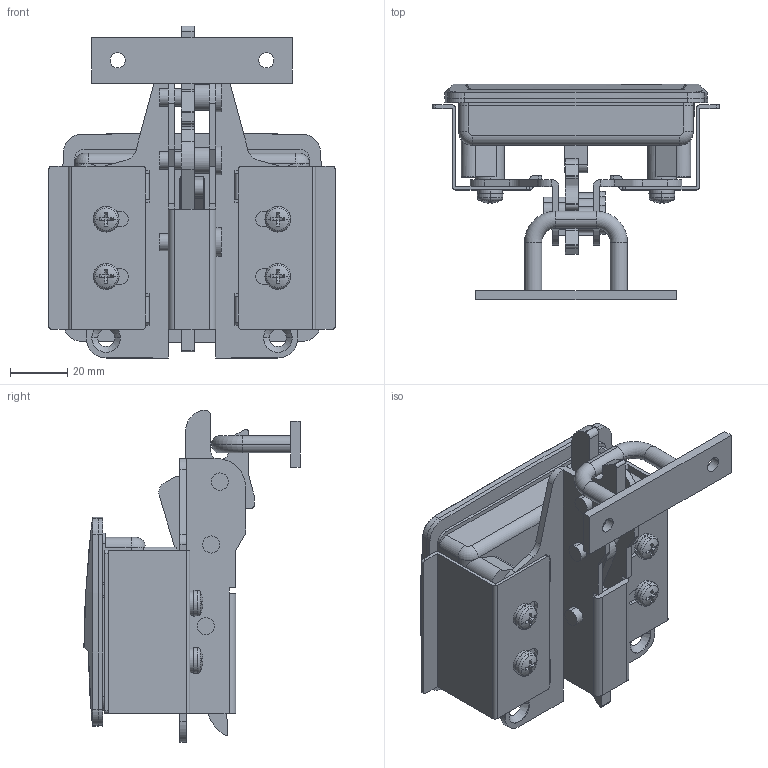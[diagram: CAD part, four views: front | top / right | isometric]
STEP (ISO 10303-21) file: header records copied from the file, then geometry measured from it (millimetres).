
FILE_DESCRIPTION (( 'STEP AP203' ), '1' );
FILE_NAME ('A-151R-B-2-1.STEP', '2020-03-12T05:59:52', ( '' ), ( '' ), 'SwSTEP 2.0', 'SolidWorks 2018', '' );
FILE_SCHEMA (( 'CONFIG_CONTROL_DESIGN' ));
Length unit declared in the file: millimetre
Products named in the file (16): A-151R-B-2-1_フレーム_; A-151R-B-2-1_ラッチ_; A-151R-B-2-1_十字穴付皿小ねじ_内径基準ver1.02__M5x10十字穴付皿小ねじ(鉄); A-151R-B-2-1_僔儍僼僩B_; A-151R-B-2-1_ラチェット_; A-151R-B-2-1; A-151R-B-2-1_ストライカ_; A-151R-B-2-1_ハンドル_; A-151R-B-2-1_ローター_; A-151R-B-2-1_十字穴付小ねじ_内径基準ver1.02__M5x10十字穴付なべ小ねじ(鉄)SWシングルセムス(P2); A-151R-B-2-1_安全レバー_; A-151R-B-2-1_パッキン_; A-151R-B-2-1_本体_; A-151R-B-2-1_押え板_; A-151R-B-2-1_シャフト_; A-151R-B-2-1_僼儗乕儉Assy_
Assembly tree (24 placements, depth 3):
  A-151R-B-2-1
    A-151R-B-2-1_本体_
    A-151R-B-2-1_ハンドル_
    A-151R-B-2-1_シャフト_
    A-151R-B-2-1_パッキン_
    A-151R-B-2-1_僼儗乕儉Assy_
      A-151R-B-2-1_フレーム_
      A-151R-B-2-1_僔儍僼僩B_  x3
      A-151R-B-2-1_ラッチ_
      A-151R-B-2-1_ラチェット_
      A-151R-B-2-1_安全レバー_
    A-151R-B-2-1_十字穴付皿小ねじ_内径基準ver1.02__M5x10十字穴付皿小ねじ(鉄)  x4
    A-151R-B-2-1_押え板_  x2
    A-151R-B-2-1_十字穴付小ねじ_内径基準ver1.02__M5x10十字穴付なべ小ねじ(鉄)SWシングルセムス(P2)  x4
    A-151R-B-2-1_ストライカ_
    A-151R-B-2-1_ローター_
Bounding box: 100 x 75.5 x 116 mm (x, y, z)
Volume: 93445.4 mm3; surface area: 86763 mm2
Topology: 23 solids, 23 shells, 943 faces, 2453 edges, 1594 vertices
Faces by surface type: plane 464, cylinder 358, cone 66, torus 24, bspline 21, sphere 10
Entity records: 23826 total; most frequent: CARTESIAN_POINT 5773, DIRECTION 3401, ORIENTED_EDGE 3354, EDGE_CURVE 1677, AXIS2_PLACEMENT_3D 1233, VERTEX_POINT 1090, VECTOR 935, LINE 935
